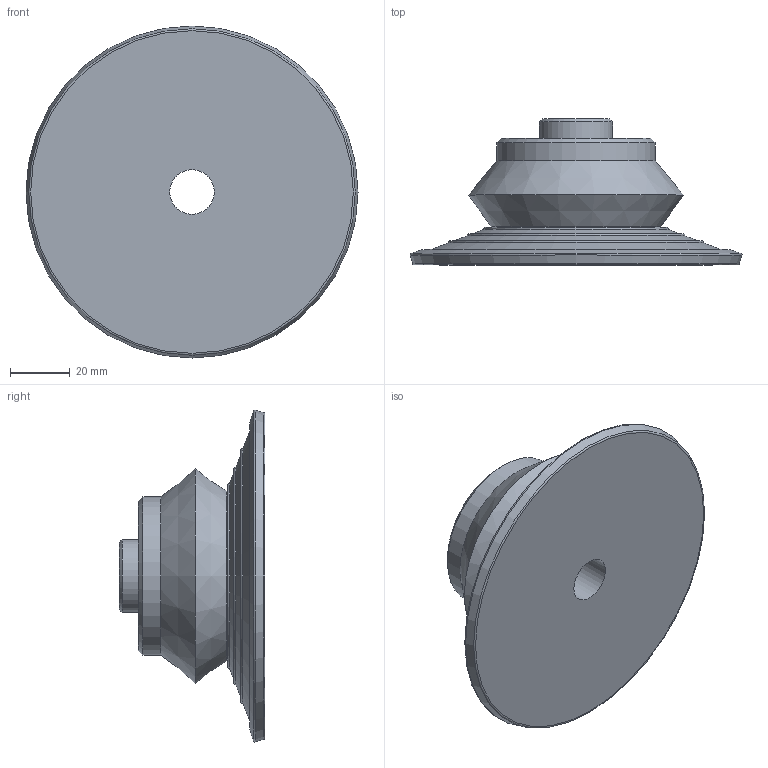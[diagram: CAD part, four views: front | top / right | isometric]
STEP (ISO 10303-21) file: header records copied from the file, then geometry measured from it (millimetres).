
FILE_DESCRIPTION(/* description */ (''),/* implementation_level */ '2;1');
FILE_NAME(/* name */ 'vfdlg114ecun.stp',/* time_stamp */ '2020-11-02T08:42:45+01:00',/* author */ ('enginyeria'),/* organization */ (''),/* preprocessor_version */ 'ST-DEVELOPER v17.2',/* originating_system */ 'Autodesk Inventor 2019',/* authorisation */ '');
FILE_SCHEMA (('CONFIG_CONTROL_DESIGN'));
Length unit declared in the file: millimetre
Products named in the file (1): vfdlg114ecun_rac30r3-8h
Bounding box: 111.19 x 48.87 x 111.19 mm (x, y, z)
Volume: 165598.5 mm3; surface area: 29716.4 mm2
Topology: 1 solids, 1 shells, 26 faces, 74 edges, 55 vertices
Faces by surface type: cone 11, plane 7, torus 5, cylinder 3
Full cylindrical faces by diameter (mm): 14.95 x1, 24.5 x1, 53 x1
Entity records: 1021 total; most frequent: DIRECTION 188, CARTESIAN_POINT 156, ORIENTED_EDGE 148, AXIS2_PLACEMENT_3D 87, EDGE_CURVE 74, CIRCLE 60, VERTEX_POINT 55, EDGE_LOOP 33
